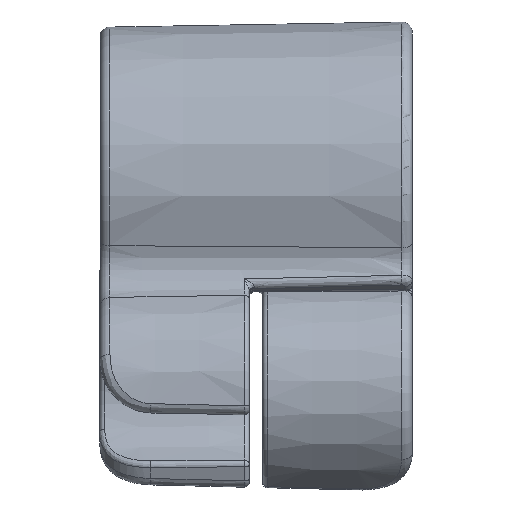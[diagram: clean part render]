
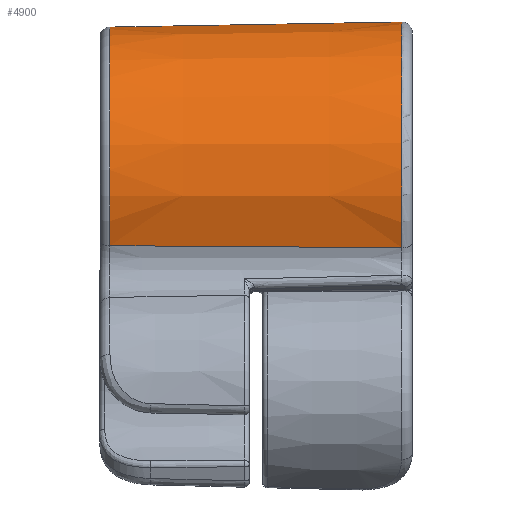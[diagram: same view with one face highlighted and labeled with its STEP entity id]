
A CAD part, left-side view. The second image highlights one B-rep face of the part: STEP entity #4900.
In plain terms, the highlighted conical face has half-angle 1 degrees and reference radius 6 mm.
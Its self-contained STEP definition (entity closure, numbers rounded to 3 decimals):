
#229 = ORIENTED_EDGE ( 'NONE', *, *, #2813, .T. ) ;
#317 = ORIENTED_EDGE ( 'NONE', *, *, #5022, .F. ) ;
#433 = LINE ( 'NONE', #4374, #2590 ) ;
#657 = CARTESIAN_POINT ( 'NONE',  ( -5.513, 5.607, -8.384 ) ) ;
#711 = DIRECTION ( 'NONE',  ( 0., -1., 0. ) ) ;
#865 = ORIENTED_EDGE ( 'NONE', *, *, #2504, .T. ) ;
#921 = CARTESIAN_POINT ( 'NONE',  ( 0., 5.607, 0.007 ) ) ;
#967 = CARTESIAN_POINT ( 'NONE',  ( 0., 5.607, -6. ) ) ;
#1371 = DIRECTION ( 'NONE',  ( 0., 0., -1. ) ) ;
#1415 = EDGE_LOOP ( 'NONE', ( #317, #865, #4866, #229 ) ) ;
#1692 = VERTEX_POINT ( 'NONE', #4655 ) ;
#1696 = CARTESIAN_POINT ( 'NONE',  ( -5.693, -5.593, -8.462 ) ) ;
#1895 = AXIS2_PLACEMENT_3D ( 'NONE', #4571, #2169, #4988 ) ;
#1988 = DIRECTION ( 'NONE',  ( -0.016, -1., -0.007 ) ) ;
#2169 = DIRECTION ( 'NONE',  ( 0., 1., 0. ) ) ;
#2299 = VERTEX_POINT ( 'NONE', #1696 ) ;
#2336 = DIRECTION ( 'NONE',  ( 0., 0., 1. ) ) ;
#2504 = EDGE_CURVE ( 'NONE', #2746, #3619, #4399, .T. ) ;
#2590 = VECTOR ( 'NONE', #1988, 1000. ) ;
#2720 = CIRCLE ( 'NONE', #1895, 6.202 ) ;
#2746 = VERTEX_POINT ( 'NONE', #921 ) ;
#2813 = EDGE_CURVE ( 'NONE', #2299, #1692, #2720, .T. ) ;
#2980 = AXIS2_PLACEMENT_3D ( 'NONE', #5165, #711, #2336 ) ;
#3215 = DIRECTION ( 'NONE',  ( 0., -1., 0.017 ) ) ;
#3468 = LINE ( 'NONE', #4029, #4654 ) ;
#3619 = VERTEX_POINT ( 'NONE', #657 ) ;
#3736 = EDGE_CURVE ( 'NONE', #3619, #2299, #433, .T. ) ;
#3779 = DIRECTION ( 'NONE',  ( 0., -1., 0. ) ) ;
#4029 = CARTESIAN_POINT ( 'NONE',  ( 0., 6., 0. ) ) ;
#4236 = AXIS2_PLACEMENT_3D ( 'NONE', #967, #3779, #1371 ) ;
#4374 = CARTESIAN_POINT ( 'NONE',  ( -5.507, 6., -8.382 ) ) ;
#4399 = CIRCLE ( 'NONE', #4236, 6.007 ) ;
#4571 = CARTESIAN_POINT ( 'NONE',  ( 0., -5.593, -6. ) ) ;
#4654 = VECTOR ( 'NONE', #3215, 1000. ) ;
#4655 = CARTESIAN_POINT ( 'NONE',  ( 0., -5.593, 0.202 ) ) ;
#4776 = CONICAL_SURFACE ( 'NONE', #2980, 6., 0.017 ) ;
#4866 = ORIENTED_EDGE ( 'NONE', *, *, #3736, .T. ) ;
#4900 = ADVANCED_FACE ( 'NONE', ( #4912 ), #4776, .T. ) ;
#4912 = FACE_OUTER_BOUND ( 'NONE', #1415, .T. ) ;
#4988 = DIRECTION ( 'NONE',  ( 0., 0., -1. ) ) ;
#5022 = EDGE_CURVE ( 'NONE', #2746, #1692, #3468, .T. ) ;
#5165 = CARTESIAN_POINT ( 'NONE',  ( 0., 6., -6. ) ) ;
